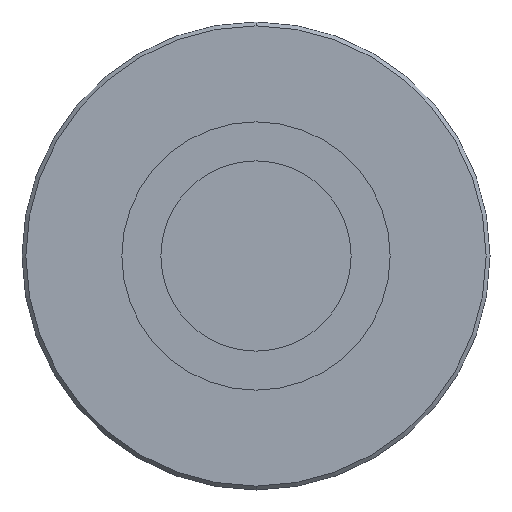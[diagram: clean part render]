
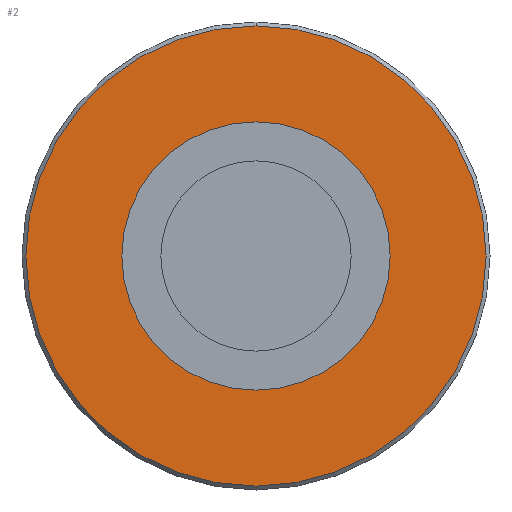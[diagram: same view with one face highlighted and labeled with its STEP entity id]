
A CAD part, front view. The second image highlights one B-rep face of the part: STEP entity #2.
In plain terms, the highlighted planar face has unit normal (0, -1, 0).
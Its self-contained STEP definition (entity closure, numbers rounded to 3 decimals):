
#2 = ADVANCED_FACE ( 'NONE', ( #342, #341 ), #340, .T. ) ;
#11 = EDGE_LOOP ( 'NONE', ( #90, #91 ) ) ;
#17 = ORIENTED_EDGE ( 'NONE', *, *, #372, .T. ) ;
#18 = ORIENTED_EDGE ( 'NONE', *, *, #21, .T. ) ;
#21 = EDGE_CURVE ( 'NONE', #374, #373, #314, .T. ) ;
#31 = EDGE_CURVE ( 'NONE', #66, #62, #297, .T. ) ;
#62 = VERTEX_POINT ( 'NONE', #288 ) ;
#64 = EDGE_CURVE ( 'NONE', #62, #66, #287, .T. ) ;
#66 = VERTEX_POINT ( 'NONE', #282 ) ;
#79 = EDGE_LOOP ( 'NONE', ( #18, #17 ) ) ;
#90 = ORIENTED_EDGE ( 'NONE', *, *, #31, .T. ) ;
#91 = ORIENTED_EDGE ( 'NONE', *, *, #64, .T. ) ;
#282 = CARTESIAN_POINT ( 'NONE',  ( 0., 0., 8.6 ) ) ;
#283 = DIRECTION ( 'NONE',  ( 0., 0., 1. ) ) ;
#284 = DIRECTION ( 'NONE',  ( 0., 1., 0. ) ) ;
#285 = CARTESIAN_POINT ( 'NONE',  ( 0., 0., 0. ) ) ;
#286 = AXIS2_PLACEMENT_3D ( 'NONE', #285, #284, #283 ) ;
#287 = CIRCLE ( 'NONE', #286, 8.6 ) ;
#288 = CARTESIAN_POINT ( 'NONE',  ( 0., 0., -8.6 ) ) ;
#289 = DIRECTION ( 'NONE',  ( 0., 0., 1. ) ) ;
#290 = DIRECTION ( 'NONE',  ( 0., 1., 0. ) ) ;
#291 = CARTESIAN_POINT ( 'NONE',  ( 0., 0., 0. ) ) ;
#292 = AXIS2_PLACEMENT_3D ( 'NONE', #291, #290, #289 ) ;
#297 = CIRCLE ( 'NONE', #292, 8.6 ) ;
#306 = DIRECTION ( 'NONE',  ( 0., 0., -1. ) ) ;
#307 = DIRECTION ( 'NONE',  ( 0., -1., 0. ) ) ;
#308 = CARTESIAN_POINT ( 'NONE',  ( 0., 0., 0. ) ) ;
#309 = AXIS2_PLACEMENT_3D ( 'NONE', #308, #307, #306 ) ;
#314 = CIRCLE ( 'NONE', #309, 14.75 ) ;
#335 = DIRECTION ( 'NONE',  ( 0., 0., -1. ) ) ;
#336 = DIRECTION ( 'NONE',  ( 0., -1., 0. ) ) ;
#337 = CARTESIAN_POINT ( 'NONE',  ( -8.6, 0., 0. ) ) ;
#338 = AXIS2_PLACEMENT_3D ( 'NONE', #337, #336, #335 ) ;
#340 = PLANE ( 'NONE',  #338 ) ;
#341 = FACE_BOUND ( 'NONE', #11, .T. ) ;
#342 = FACE_OUTER_BOUND ( 'NONE', #79, .T. ) ;
#372 = EDGE_CURVE ( 'NONE', #373, #374, #448, .T. ) ;
#373 = VERTEX_POINT ( 'NONE', #443 ) ;
#374 = VERTEX_POINT ( 'NONE', #442 ) ;
#442 = CARTESIAN_POINT ( 'NONE',  ( 0., 0., 14.75 ) ) ;
#443 = CARTESIAN_POINT ( 'NONE',  ( 0., 0., -14.75 ) ) ;
#444 = DIRECTION ( 'NONE',  ( 0., 0., -1. ) ) ;
#445 = DIRECTION ( 'NONE',  ( 0., -1., 0. ) ) ;
#446 = CARTESIAN_POINT ( 'NONE',  ( 0., 0., 0. ) ) ;
#447 = AXIS2_PLACEMENT_3D ( 'NONE', #446, #445, #444 ) ;
#448 = CIRCLE ( 'NONE', #447, 14.75 ) ;
